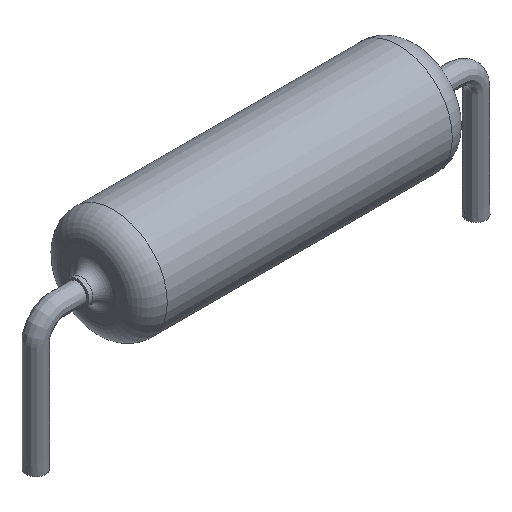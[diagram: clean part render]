
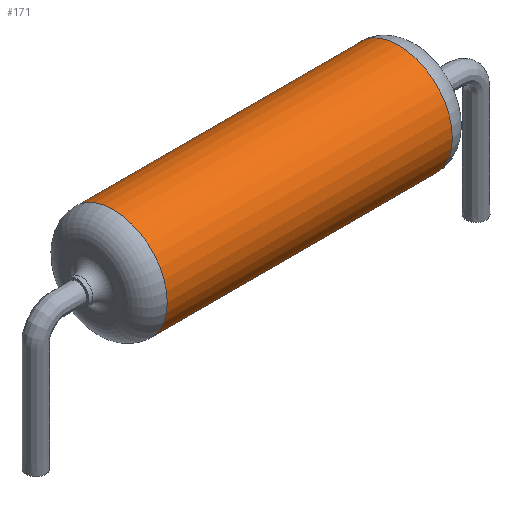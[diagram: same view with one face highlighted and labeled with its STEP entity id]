
A CAD part, isometric view. The second image highlights one B-rep face of the part: STEP entity #171.
In plain terms, the highlighted cylindrical face has radius 2.475 mm (diameter 4.95 mm), a full revolution.
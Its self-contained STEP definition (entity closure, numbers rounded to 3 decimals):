
#15=CYLINDRICAL_SURFACE($,#197,2.475);
#19=FACE_BOUND($,#67,.T.);
#48=FACE_OUTER_BOUND($,#66,.T.);
#66=EDGE_LOOP($,(#141));
#67=EDGE_LOOP($,(#142));
#89=CIRCLE($,#196,2.475);
#90=CIRCLE($,#198,2.475);
#106=VERTEX_POINT($,#803);
#107=VERTEX_POINT($,#806);
#121=EDGE_CURVE($,#106,#106,#89,.T.);
#122=EDGE_CURVE($,#107,#107,#90,.T.);
#141=ORIENTED_EDGE($,*,*,#122,.F.);
#142=ORIENTED_EDGE($,*,*,#121,.F.);
#171=ADVANCED_FACE($,(#48,#19),#15,.T.);
#196=AXIS2_PLACEMENT_3D($,#804,#230,#231);
#197=AXIS2_PLACEMENT_3D($,#805,#232,#233);
#198=AXIS2_PLACEMENT_3D($,#807,#234,#235);
#230=DIRECTION('center_axis',(-1.,0.,0.));
#231=DIRECTION('ref_axis',(0.,-1.,0.));
#232=DIRECTION('center_axis',(1.,0.,0.));
#233=DIRECTION('ref_axis',(0.,-1.,0.));
#234=DIRECTION('center_axis',(1.,0.,0.));
#235=DIRECTION('ref_axis',(0.,-1.,0.));
#803=CARTESIAN_POINT('',(-6.565,2.475,2.475));
#804=CARTESIAN_POINT('Origin',(-6.565,0.,2.475));
#805=CARTESIAN_POINT('Origin',(-7.565,0.,2.475));
#806=CARTESIAN_POINT('',(6.575,2.475,2.475));
#807=CARTESIAN_POINT('Origin',(6.575,0.,2.475));
